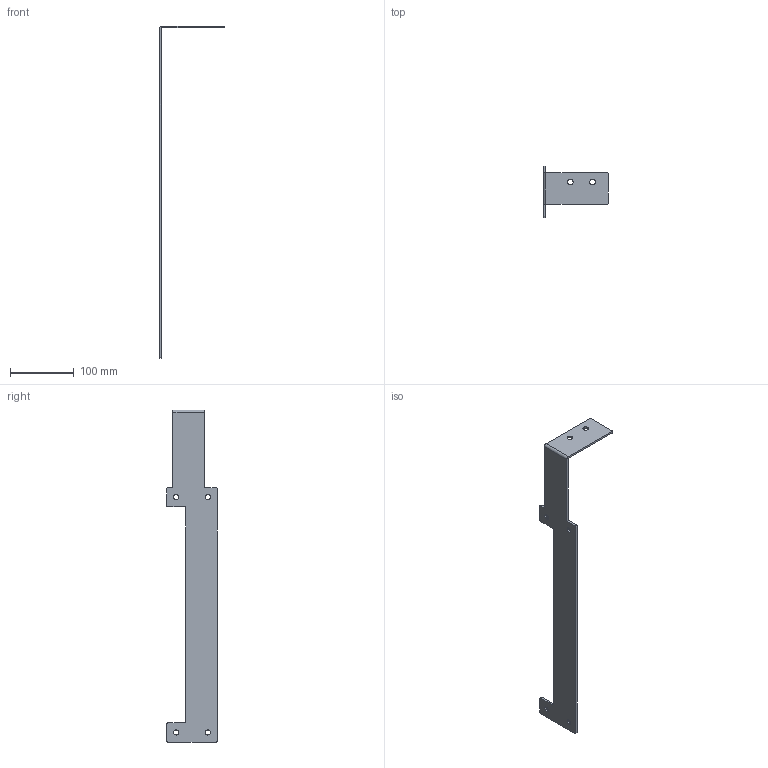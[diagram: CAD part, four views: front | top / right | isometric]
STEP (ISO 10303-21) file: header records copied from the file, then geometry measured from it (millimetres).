
FILE_DESCRIPTION (( 'STEP AP203' ), '1' );
FILE_NAME ('SUPPORT MAT V2.STEP', '2022-03-23T12:04:47', ( '' ), ( '' ), 'SwSTEP 2.0', 'SolidWorks 2018', '' );
FILE_SCHEMA (( 'CONFIG_CONTROL_DESIGN' ));
Length unit declared in the file: millimetre
Products named in the file (1): SUPPORT MAT V2
Bounding box: 101.98 x 80 x 521.98 mm (x, y, z)
Volume: 97399.7 mm3; surface area: 69758.6 mm2
Topology: 1 solids, 1 shells, 44 faces, 118 edges, 76 vertices
Faces by surface type: cylinder 24, plane 20
Entity records: 1487 total; most frequent: DIRECTION 256, CARTESIAN_POINT 239, ORIENTED_EDGE 236, EDGE_CURVE 118, AXIS2_PLACEMENT_3D 93, VERTEX_POINT 76, VECTOR 70, LINE 70
